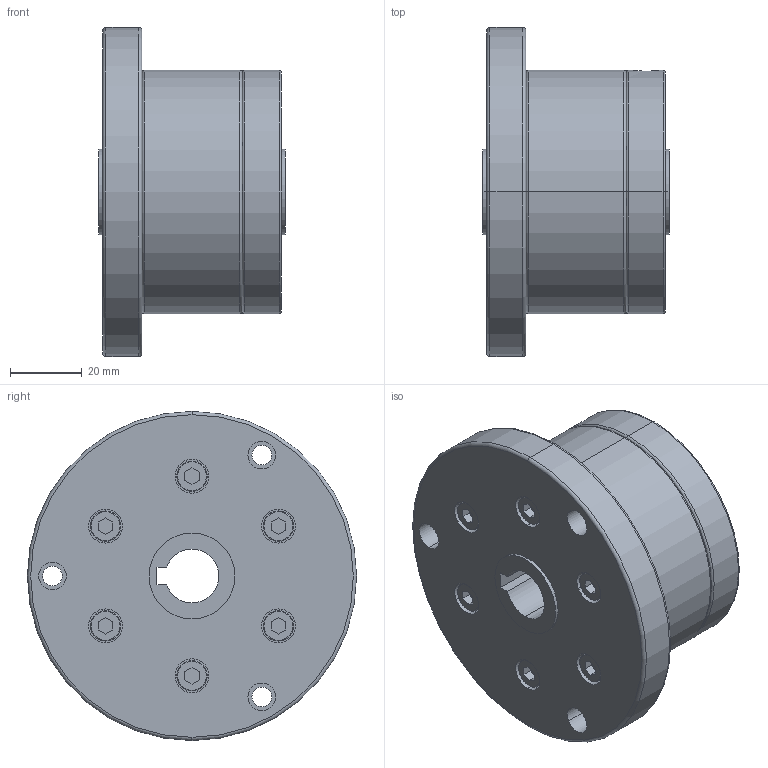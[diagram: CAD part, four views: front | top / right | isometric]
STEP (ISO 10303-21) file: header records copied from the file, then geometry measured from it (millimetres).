
FILE_DESCRIPTION(('STEP AP214'),'1');
FILE_NAME('gl_15_f2-d2.stp','2018-09-23T08:12:48',('TraceParts'),('TraceParts S.A.'),'Spatial InterOp 3D',' ',' ');
FILE_SCHEMA(('automotive_design'));
Length unit declared in the file: millimetre
Products named in the file (1): gl_15_f2-d2
Bounding box: 52 x 92 x 92 mm (x, y, z)
Volume: 202669.6 mm3; surface area: 31990.1 mm2
Topology: 1 solids, 1 shells, 242 faces, 598 edges, 402 vertices
Faces by surface type: plane 125, cylinder 81, torus 36
Entity records: 7391 total; most frequent: DIRECTION 1358, CARTESIAN_POINT 1310, ORIENTED_EDGE 1196, EDGE_CURVE 598, AXIS2_PLACEMENT_3D 520, VERTEX_POINT 402, LINE 318, VECTOR 318
